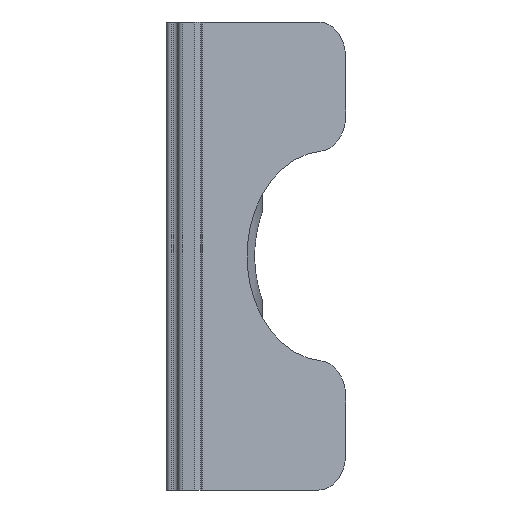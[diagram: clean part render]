
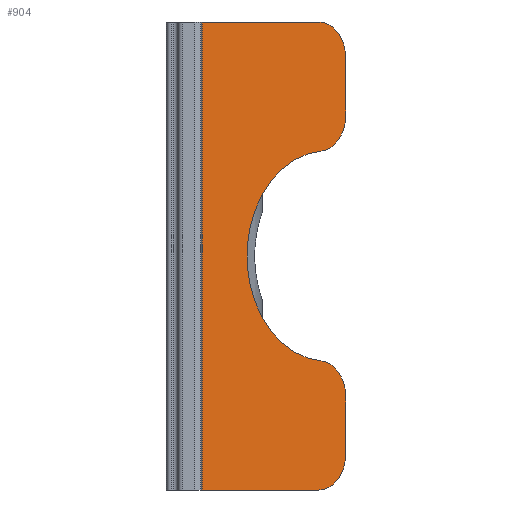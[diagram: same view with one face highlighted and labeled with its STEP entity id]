
A CAD part, left-side view. The second image highlights one B-rep face of the part: STEP entity #904.
In plain terms, the highlighted planar face has unit normal (-0.766, -0.643, 0).
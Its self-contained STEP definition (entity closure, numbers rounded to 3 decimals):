
#50 = DIRECTION ( 'NONE',  ( 0., 0., 1. ) ) ;
#55 = VERTEX_POINT ( 'NONE', #767 ) ;
#58 = CARTESIAN_POINT ( 'NONE',  ( -1.125, -6.508, -5.979 ) ) ;
#59 = CIRCLE ( 'NONE', #938, 1.5 ) ;
#63 = VECTOR ( 'NONE', #220, 1000. ) ;
#83 = DIRECTION ( 'NONE',  ( 0.643, -0.766, 0. ) ) ;
#99 = AXIS2_PLACEMENT_3D ( 'NONE', #927, #1133, #1138 ) ;
#105 = CARTESIAN_POINT ( 'NONE',  ( -0.161, -7.657, -10. ) ) ;
#108 = DIRECTION ( 'NONE',  ( 0.643, -0.766, 0. ) ) ;
#144 = ORIENTED_EDGE ( 'NONE', *, *, #537, .T. ) ;
#163 = DIRECTION ( 'NONE',  ( 0.643, -0.766, 0. ) ) ;
#188 = VECTOR ( 'NONE', #50, 1000. ) ;
#194 = EDGE_CURVE ( 'NONE', #329, #257, #1284, .T. ) ;
#200 = AXIS2_PLACEMENT_3D ( 'NONE', #1170, #549, #1272 ) ;
#206 = CARTESIAN_POINT ( 'NONE',  ( -1.125, -6.508, -8.5 ) ) ;
#218 = AXIS2_PLACEMENT_3D ( 'NONE', #58, #783, #163 ) ;
#220 = DIRECTION ( 'NONE',  ( 0.643, -0.766, 0. ) ) ;
#257 = VERTEX_POINT ( 'NONE', #792 ) ;
#265 = VERTEX_POINT ( 'NONE', #1103 ) ;
#276 = CARTESIAN_POINT ( 'NONE',  ( -0.161, -7.657, 8.5 ) ) ;
#291 = CARTESIAN_POINT ( 'NONE',  ( -0.161, -7.657, -10. ) ) ;
#306 = VERTEX_POINT ( 'NONE', #1211 ) ;
#307 = DIRECTION ( 'NONE',  ( 0.643, -0.766, 0. ) ) ;
#327 = LINE ( 'NONE', #291, #1188 ) ;
#328 = CARTESIAN_POINT ( 'NONE',  ( -1.125, -6.508, 10. ) ) ;
#329 = VERTEX_POINT ( 'NONE', #900 ) ;
#338 = EDGE_CURVE ( 'NONE', #765, #708, #59, .T. ) ;
#369 = EDGE_CURVE ( 'NONE', #708, #799, #327, .T. ) ;
#415 = PLANE ( 'NONE',  #99 ) ;
#428 = VECTOR ( 'NONE', #108, 1000. ) ;
#446 = DIRECTION ( 'NONE',  ( 0., 0., 1. ) ) ;
#474 = CARTESIAN_POINT ( 'NONE',  ( -0.161, -7.657, 5.979 ) ) ;
#495 = AXIS2_PLACEMENT_3D ( 'NONE', #1132, #516, #1235 ) ;
#498 = FACE_OUTER_BOUND ( 'NONE', #1249, .T. ) ;
#516 = DIRECTION ( 'NONE',  ( 0.766, 0.643, 0. ) ) ;
#529 = ORIENTED_EDGE ( 'NONE', *, *, #619, .T. ) ;
#537 = EDGE_CURVE ( 'NONE', #329, #306, #607, .T. ) ;
#549 = DIRECTION ( 'NONE',  ( -0.766, -0.643, 0. ) ) ;
#607 = LINE ( 'NONE', #105, #63 ) ;
#619 = EDGE_CURVE ( 'NONE', #799, #1058, #758, .T. ) ;
#651 = CIRCLE ( 'NONE', #218, 1.5 ) ;
#668 = CARTESIAN_POINT ( 'NONE',  ( -5.303, -1.528, -10. ) ) ;
#677 = ORIENTED_EDGE ( 'NONE', *, *, #1338, .T. ) ;
#699 = DIRECTION ( 'NONE',  ( -0.766, -0.643, 0. ) ) ;
#707 = ORIENTED_EDGE ( 'NONE', *, *, #1154, .T. ) ;
#708 = VERTEX_POINT ( 'NONE', #474 ) ;
#716 = ORIENTED_EDGE ( 'NONE', *, *, #969, .F. ) ;
#732 = CARTESIAN_POINT ( 'NONE',  ( -0.161, -7.657, 10. ) ) ;
#758 = CIRCLE ( 'NONE', #200, 1.5 ) ;
#765 = VERTEX_POINT ( 'NONE', #887 ) ;
#767 = CARTESIAN_POINT ( 'NONE',  ( -1.045, -6.604, -4.484 ) ) ;
#783 = DIRECTION ( 'NONE',  ( -0.766, -0.643, 0. ) ) ;
#792 = CARTESIAN_POINT ( 'NONE',  ( -5.303, -1.528, 10. ) ) ;
#799 = VERTEX_POINT ( 'NONE', #276 ) ;
#822 = ORIENTED_EDGE ( 'NONE', *, *, #1228, .T. ) ;
#842 = VERTEX_POINT ( 'NONE', #1208 ) ;
#857 = CARTESIAN_POINT ( 'NONE',  ( -0.161, -7.657, -10. ) ) ;
#883 = EDGE_CURVE ( 'NONE', #306, #265, #1079, .T. ) ;
#887 = CARTESIAN_POINT ( 'NONE',  ( -1.045, -6.604, 4.484 ) ) ;
#900 = CARTESIAN_POINT ( 'NONE',  ( -5.303, -1.528, -10. ) ) ;
#904 = ADVANCED_FACE ( 'NONE', ( #498 ), #415, .T. ) ;
#922 = DIRECTION ( 'NONE',  ( -0.766, -0.643, 0. ) ) ;
#927 = CARTESIAN_POINT ( 'NONE',  ( -0.161, -7.657, -10. ) ) ;
#938 = AXIS2_PLACEMENT_3D ( 'NONE', #1319, #699, #83 ) ;
#963 = VECTOR ( 'NONE', #446, 1000. ) ;
#969 = EDGE_CURVE ( 'NONE', #257, #1058, #984, .T. ) ;
#973 = ORIENTED_EDGE ( 'NONE', *, *, #194, .F. ) ;
#984 = LINE ( 'NONE', #732, #428 ) ;
#1002 = LINE ( 'NONE', #857, #963 ) ;
#1035 = AXIS2_PLACEMENT_3D ( 'NONE', #206, #922, #307 ) ;
#1058 = VERTEX_POINT ( 'NONE', #328 ) ;
#1076 = CIRCLE ( 'NONE', #495, 4.5 ) ;
#1079 = CIRCLE ( 'NONE', #1035, 1.5 ) ;
#1103 = CARTESIAN_POINT ( 'NONE',  ( -0.161, -7.657, -8.5 ) ) ;
#1118 = ORIENTED_EDGE ( 'NONE', *, *, #369, .T. ) ;
#1119 = DIRECTION ( 'NONE',  ( 0., 0., 1. ) ) ;
#1132 = CARTESIAN_POINT ( 'NONE',  ( -0.804, -6.891, 0. ) ) ;
#1133 = DIRECTION ( 'NONE',  ( -0.766, -0.643, 0. ) ) ;
#1138 = DIRECTION ( 'NONE',  ( 0.643, -0.766, 0. ) ) ;
#1154 = EDGE_CURVE ( 'NONE', #265, #842, #1002, .T. ) ;
#1170 = CARTESIAN_POINT ( 'NONE',  ( -1.125, -6.508, 8.5 ) ) ;
#1188 = VECTOR ( 'NONE', #1119, 1000. ) ;
#1208 = CARTESIAN_POINT ( 'NONE',  ( -0.161, -7.657, -5.979 ) ) ;
#1211 = CARTESIAN_POINT ( 'NONE',  ( -1.125, -6.508, -10. ) ) ;
#1228 = EDGE_CURVE ( 'NONE', #842, #55, #651, .T. ) ;
#1235 = DIRECTION ( 'NONE',  ( -0.643, 0.766, 0. ) ) ;
#1249 = EDGE_LOOP ( 'NONE', ( #677, #1313, #1118, #529, #716, #973, #144, #1264, #707, #822 ) ) ;
#1264 = ORIENTED_EDGE ( 'NONE', *, *, #883, .T. ) ;
#1272 = DIRECTION ( 'NONE',  ( 0.643, -0.766, 0. ) ) ;
#1284 = LINE ( 'NONE', #668, #188 ) ;
#1313 = ORIENTED_EDGE ( 'NONE', *, *, #338, .T. ) ;
#1319 = CARTESIAN_POINT ( 'NONE',  ( -1.125, -6.508, 5.979 ) ) ;
#1338 = EDGE_CURVE ( 'NONE', #55, #765, #1076, .T. ) ;
